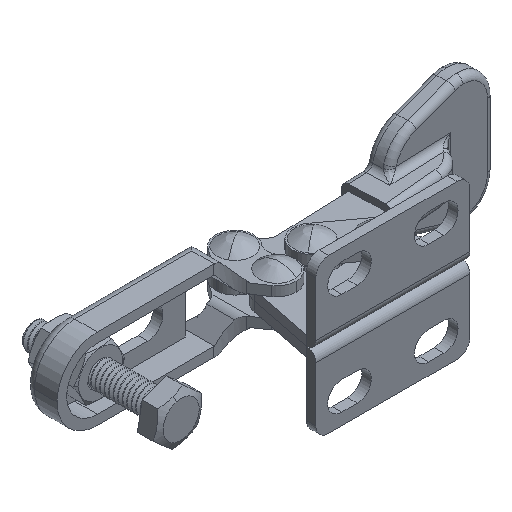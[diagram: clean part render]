
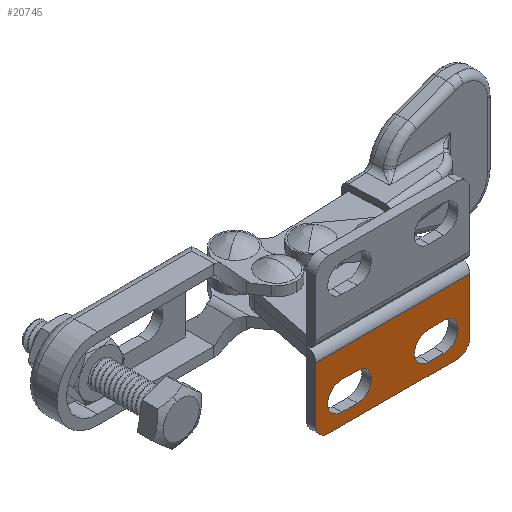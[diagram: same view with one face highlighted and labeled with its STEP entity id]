
A CAD part, isometric view. The second image highlights one B-rep face of the part: STEP entity #20745.
In plain terms, the highlighted planar face has unit normal (0, -1, 0).
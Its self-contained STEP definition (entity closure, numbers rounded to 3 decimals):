
#206 = DIRECTION ( 'NONE',  ( -1., 0., 0. ) ) ;
#279 = EDGE_CURVE ( 'NONE', #22000, #17117, #23742, .T. ) ;
#356 = LINE ( 'NONE', #22882, #31704 ) ;
#551 = CARTESIAN_POINT ( 'NONE',  ( -4.05, 0., -5.75 ) ) ;
#735 = DIRECTION ( 'NONE',  ( 1., 0., 0. ) ) ;
#934 = CARTESIAN_POINT ( 'NONE',  ( 0., 0., -5.75 ) ) ;
#975 = ORIENTED_EDGE ( 'NONE', *, *, #16449, .F. ) ;
#1078 = DIRECTION ( 'NONE',  ( -1., 0., 0. ) ) ;
#1226 = CIRCLE ( 'NONE', #26960, 2.2 ) ;
#1344 = ORIENTED_EDGE ( 'NONE', *, *, #2604, .F. ) ;
#1379 = CARTESIAN_POINT ( 'NONE',  ( -6.45, 0., -10.15 ) ) ;
#1413 = EDGE_CURVE ( 'NONE', #16993, #9061, #19860, .T. ) ;
#1588 = DIRECTION ( 'NONE',  ( 0., -1., 0. ) ) ;
#1674 = DIRECTION ( 'NONE',  ( 0., 1., 0. ) ) ;
#2015 = ORIENTED_EDGE ( 'NONE', *, *, #14873, .F. ) ;
#2255 = DIRECTION ( 'NONE',  ( 0., -1., 0. ) ) ;
#2604 = EDGE_CURVE ( 'NONE', #31392, #7970, #1226, .T. ) ;
#2969 = ORIENTED_EDGE ( 'NONE', *, *, #24514, .F. ) ;
#3372 = CARTESIAN_POINT ( 'NONE',  ( 0., 0., -1.5 ) ) ;
#3397 = DIRECTION ( 'NONE',  ( -1., 0., 0. ) ) ;
#3470 = EDGE_CURVE ( 'NONE', #10704, #24016, #22851, .T. ) ;
#3520 = ORIENTED_EDGE ( 'NONE', *, *, #15464, .F. ) ;
#4104 = ORIENTED_EDGE ( 'NONE', *, *, #20815, .F. ) ;
#4252 = VECTOR ( 'NONE', #11081, 1000. ) ;
#4385 = AXIS2_PLACEMENT_3D ( 'NONE', #17069, #2255, #19556 ) ;
#4685 = ORIENTED_EDGE ( 'NONE', *, *, #4736, .F. ) ;
#4721 = CIRCLE ( 'NONE', #6587, 2. ) ;
#4736 = EDGE_CURVE ( 'NONE', #17117, #9061, #17411, .T. ) ;
#4759 = VECTOR ( 'NONE', #9206, 1000. ) ;
#4920 = VERTEX_POINT ( 'NONE', #1379 ) ;
#5160 = VECTOR ( 'NONE', #25670, 1000. ) ;
#5423 = CARTESIAN_POINT ( 'NONE',  ( 0., 0., -1.5 ) ) ;
#5507 = AXIS2_PLACEMENT_3D ( 'NONE', #12178, #24480, #17143 ) ;
#6587 = AXIS2_PLACEMENT_3D ( 'NONE', #24548, #9742, #27039 ) ;
#6709 = VECTOR ( 'NONE', #23625, 1000. ) ;
#7018 = LINE ( 'NONE', #934, #26753 ) ;
#7291 = ORIENTED_EDGE ( 'NONE', *, *, #10986, .F. ) ;
#7724 = CARTESIAN_POINT ( 'NONE',  ( -24., 0., -1.5 ) ) ;
#7970 = VERTEX_POINT ( 'NONE', #27037 ) ;
#8808 = AXIS2_PLACEMENT_3D ( 'NONE', #10013, #27317, #12502 ) ;
#8843 = EDGE_CURVE ( 'NONE', #19256, #30596, #31376, .T. ) ;
#8941 = AXIS2_PLACEMENT_3D ( 'NONE', #16407, #1588, #18893 ) ;
#9061 = VERTEX_POINT ( 'NONE', #24230 ) ;
#9206 = DIRECTION ( 'NONE',  ( 1., 0., 0. ) ) ;
#9742 = DIRECTION ( 'NONE',  ( 0., 1., 0. ) ) ;
#9792 = LINE ( 'NONE', #26520, #4759 ) ;
#9949 = CIRCLE ( 'NONE', #10899, 2.2 ) ;
#10013 = CARTESIAN_POINT ( 'NONE',  ( -19.95, 0., -7.95 ) ) ;
#10049 = DIRECTION ( 'NONE',  ( 0., -1., 0. ) ) ;
#10104 = EDGE_LOOP ( 'NONE', ( #2015, #13004, #3520, #25352, #26327 ) ) ;
#10538 = EDGE_CURVE ( 'NONE', #27580, #4920, #20476, .T. ) ;
#10704 = VERTEX_POINT ( 'NONE', #27362 ) ;
#10752 = FACE_BOUND ( 'NONE', #26512, .T. ) ;
#10805 = EDGE_CURVE ( 'NONE', #13475, #23153, #356, .T. ) ;
#10832 = VECTOR ( 'NONE', #30197, 1000. ) ;
#10899 = AXIS2_PLACEMENT_3D ( 'NONE', #30734, #15883, #1078 ) ;
#10986 = EDGE_CURVE ( 'NONE', #16993, #23153, #24297, .T. ) ;
#11081 = DIRECTION ( 'NONE',  ( 1., 0., 0. ) ) ;
#11290 = CARTESIAN_POINT ( 'NONE',  ( -17.55, 0., -10.15 ) ) ;
#11787 = ORIENTED_EDGE ( 'NONE', *, *, #279, .F. ) ;
#12178 = CARTESIAN_POINT ( 'NONE',  ( 0., 0., -1.5 ) ) ;
#12502 = DIRECTION ( 'NONE',  ( -1., 0., 0. ) ) ;
#12664 = CARTESIAN_POINT ( 'NONE',  ( -19.95, 0., -5.75 ) ) ;
#13004 = ORIENTED_EDGE ( 'NONE', *, *, #3470, .F. ) ;
#13297 = CARTESIAN_POINT ( 'NONE',  ( -22., 0., -12. ) ) ;
#13475 = VERTEX_POINT ( 'NONE', #13297 ) ;
#14646 = PLANE ( 'NONE',  #5507 ) ;
#14873 = EDGE_CURVE ( 'NONE', #24016, #27285, #19873, .T. ) ;
#15014 = DIRECTION ( 'NONE',  ( 0., -1., 0. ) ) ;
#15464 = EDGE_CURVE ( 'NONE', #4920, #10704, #9792, .T. ) ;
#15544 = ORIENTED_EDGE ( 'NONE', *, *, #23793, .F. ) ;
#15883 = DIRECTION ( 'NONE',  ( 0., -1., 0. ) ) ;
#16048 = ORIENTED_EDGE ( 'NONE', *, *, #10805, .T. ) ;
#16407 = CARTESIAN_POINT ( 'NONE',  ( -17.55, 0., -7.95 ) ) ;
#16449 = EDGE_CURVE ( 'NONE', #30596, #26404, #25602, .T. ) ;
#16482 = CARTESIAN_POINT ( 'NONE',  ( -2., 0., -10. ) ) ;
#16520 = CIRCLE ( 'NONE', #8808, 2.2 ) ;
#16993 = VERTEX_POINT ( 'NONE', #29462 ) ;
#17042 = AXIS2_PLACEMENT_3D ( 'NONE', #16482, #1674, #18979 ) ;
#17069 = CARTESIAN_POINT ( 'NONE',  ( -6.45, 0., -7.95 ) ) ;
#17117 = VERTEX_POINT ( 'NONE', #7724 ) ;
#17143 = DIRECTION ( 'NONE',  ( -1., 0., 0. ) ) ;
#17193 = VECTOR ( 'NONE', #24293, 1000. ) ;
#17411 = LINE ( 'NONE', #5423, #10832 ) ;
#18252 = CARTESIAN_POINT ( 'NONE',  ( -6.45, 0., -5.75 ) ) ;
#18893 = DIRECTION ( 'NONE',  ( -1., 0., 0. ) ) ;
#18979 = DIRECTION ( 'NONE',  ( -1., 0., 0. ) ) ;
#19256 = VERTEX_POINT ( 'NONE', #26876 ) ;
#19556 = DIRECTION ( 'NONE',  ( -1., 0., 0. ) ) ;
#19860 = LINE ( 'NONE', #3372, #5160 ) ;
#19873 = LINE ( 'NONE', #31140, #6709 ) ;
#20321 = EDGE_LOOP ( 'NONE', ( #24296, #4685, #11787, #15544, #16048, #7291 ) ) ;
#20476 = CIRCLE ( 'NONE', #4385, 2.2 ) ;
#20745 = ADVANCED_FACE ( 'NONE', ( #10752, #23107, #23854 ), #14646, .F. ) ;
#20815 = EDGE_CURVE ( 'NONE', #7970, #19256, #16520, .T. ) ;
#21718 = EDGE_CURVE ( 'NONE', #27285, #27580, #9949, .T. ) ;
#21814 = CARTESIAN_POINT ( 'NONE',  ( -24., 0., -1.5 ) ) ;
#22000 = VERTEX_POINT ( 'NONE', #29406 ) ;
#22851 = CIRCLE ( 'NONE', #31651, 2.2 ) ;
#22882 = CARTESIAN_POINT ( 'NONE',  ( -24., 0., -12. ) ) ;
#23107 = FACE_BOUND ( 'NONE', #10104, .T. ) ;
#23153 = VERTEX_POINT ( 'NONE', #27905 ) ;
#23485 = CARTESIAN_POINT ( 'NONE',  ( 0., 0., -10.15 ) ) ;
#23625 = DIRECTION ( 'NONE',  ( -1., 0., 0. ) ) ;
#23742 = LINE ( 'NONE', #21814, #17193 ) ;
#23793 = EDGE_CURVE ( 'NONE', #13475, #22000, #4721, .T. ) ;
#23854 = FACE_OUTER_BOUND ( 'NONE', #20321, .T. ) ;
#24012 = CARTESIAN_POINT ( 'NONE',  ( -17.55, 0., -5.75 ) ) ;
#24016 = VERTEX_POINT ( 'NONE', #551 ) ;
#24230 = CARTESIAN_POINT ( 'NONE',  ( 0., 0., -1.5 ) ) ;
#24293 = DIRECTION ( 'NONE',  ( 0., 0., 1. ) ) ;
#24296 = ORIENTED_EDGE ( 'NONE', *, *, #1413, .T. ) ;
#24297 = CIRCLE ( 'NONE', #17042, 2. ) ;
#24480 = DIRECTION ( 'NONE',  ( 0., 1., 0. ) ) ;
#24514 = EDGE_CURVE ( 'NONE', #26404, #31392, #7018, .T. ) ;
#24548 = CARTESIAN_POINT ( 'NONE',  ( -22., 0., -10. ) ) ;
#24856 = CARTESIAN_POINT ( 'NONE',  ( -4.05, 0., -7.95 ) ) ;
#25352 = ORIENTED_EDGE ( 'NONE', *, *, #10538, .F. ) ;
#25602 = CIRCLE ( 'NONE', #8941, 2.2 ) ;
#25670 = DIRECTION ( 'NONE',  ( 0., 0., 1. ) ) ;
#26327 = ORIENTED_EDGE ( 'NONE', *, *, #21718, .F. ) ;
#26404 = VERTEX_POINT ( 'NONE', #24012 ) ;
#26512 = EDGE_LOOP ( 'NONE', ( #2969, #975, #30910, #4104, #1344 ) ) ;
#26520 = CARTESIAN_POINT ( 'NONE',  ( 0., 0., -10.15 ) ) ;
#26753 = VECTOR ( 'NONE', #3397, 1000. ) ;
#26876 = CARTESIAN_POINT ( 'NONE',  ( -19.95, 0., -10.15 ) ) ;
#26960 = AXIS2_PLACEMENT_3D ( 'NONE', #29841, #15014, #206 ) ;
#27037 = CARTESIAN_POINT ( 'NONE',  ( -22.15, 0., -7.95 ) ) ;
#27039 = DIRECTION ( 'NONE',  ( -1., 0., 0. ) ) ;
#27285 = VERTEX_POINT ( 'NONE', #18252 ) ;
#27317 = DIRECTION ( 'NONE',  ( 0., -1., 0. ) ) ;
#27356 = DIRECTION ( 'NONE',  ( -1., 0., 0. ) ) ;
#27362 = CARTESIAN_POINT ( 'NONE',  ( -4.05, 0., -10.15 ) ) ;
#27580 = VERTEX_POINT ( 'NONE', #30048 ) ;
#27905 = CARTESIAN_POINT ( 'NONE',  ( -2., 0., -12. ) ) ;
#29406 = CARTESIAN_POINT ( 'NONE',  ( -24., 0., -10. ) ) ;
#29462 = CARTESIAN_POINT ( 'NONE',  ( 0., 0., -10. ) ) ;
#29841 = CARTESIAN_POINT ( 'NONE',  ( -19.95, 0., -7.95 ) ) ;
#30048 = CARTESIAN_POINT ( 'NONE',  ( -8.65, 0., -7.95 ) ) ;
#30197 = DIRECTION ( 'NONE',  ( 1., 0., 0. ) ) ;
#30596 = VERTEX_POINT ( 'NONE', #11290 ) ;
#30734 = CARTESIAN_POINT ( 'NONE',  ( -6.45, 0., -7.95 ) ) ;
#30910 = ORIENTED_EDGE ( 'NONE', *, *, #8843, .F. ) ;
#31140 = CARTESIAN_POINT ( 'NONE',  ( 0., 0., -5.75 ) ) ;
#31376 = LINE ( 'NONE', #23485, #4252 ) ;
#31392 = VERTEX_POINT ( 'NONE', #12664 ) ;
#31651 = AXIS2_PLACEMENT_3D ( 'NONE', #24856, #10049, #27356 ) ;
#31704 = VECTOR ( 'NONE', #735, 1000. ) ;
